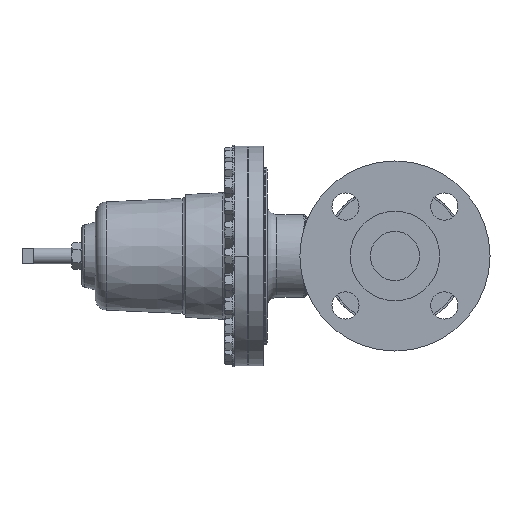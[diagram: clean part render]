
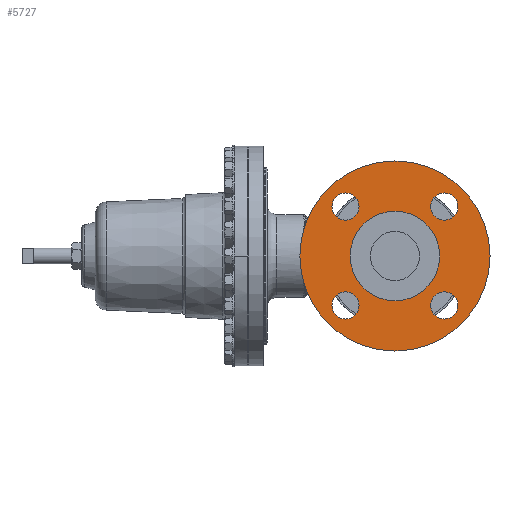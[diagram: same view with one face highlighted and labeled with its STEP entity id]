
A CAD part, left-side view. The second image highlights one B-rep face of the part: STEP entity #5727.
In plain terms, the highlighted planar face has unit normal (-1, 0, 0).
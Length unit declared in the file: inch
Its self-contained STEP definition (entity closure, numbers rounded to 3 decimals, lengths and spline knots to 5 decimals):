
#97 = FACE_BOUND ( 'NONE', #7084, .T. ) ;
#275 = DIRECTION ( 'NONE',  ( -1., 0., 0. ) ) ;
#732 = CARTESIAN_POINT ( 'NONE',  ( -5.6045, 2.02849, 1.59099 ) ) ;
#864 = FACE_BOUND ( 'NONE', #14086, .T. ) ;
#2044 = VERTEX_POINT ( 'NONE', #732 ) ;
#2051 = AXIS2_PLACEMENT_3D ( 'NONE', #31192, #2756, #4866 ) ;
#2595 = DIRECTION ( 'NONE',  ( -1., 0., 0. ) ) ;
#2756 = DIRECTION ( 'NONE',  ( 1., 0., 0. ) ) ;
#2830 = CARTESIAN_POINT ( 'NONE',  ( -5.6045, -1.44, 0. ) ) ;
#2854 = AXIS2_PLACEMENT_3D ( 'NONE', #23046, #25238, #13037 ) ;
#2938 = VERTEX_POINT ( 'NONE', #27092 ) ;
#2943 = DIRECTION ( 'NONE',  ( 0., 1., 0. ) ) ;
#3431 = EDGE_CURVE ( 'NONE', #2044, #27930, #21459, .T. ) ;
#3688 = CARTESIAN_POINT ( 'NONE',  ( -5.6045, -1.59099, 1.59099 ) ) ;
#3956 = CARTESIAN_POINT ( 'NONE',  ( -5.6045, -2.02849, 1.59099 ) ) ;
#4438 = CARTESIAN_POINT ( 'NONE',  ( -5.6045, -2.02849, -1.59099 ) ) ;
#4723 = AXIS2_PLACEMENT_3D ( 'NONE', #29521, #5599, #29226 ) ;
#4794 = ORIENTED_EDGE ( 'NONE', *, *, #3431, .F. ) ;
#4866 = DIRECTION ( 'NONE',  ( 0., -1., 0. ) ) ;
#5599 = DIRECTION ( 'NONE',  ( -1., 0., 0. ) ) ;
#5609 = VERTEX_POINT ( 'NONE', #4438 ) ;
#5727 = ADVANCED_FACE ( 'NONE', ( #30886, #29053, #6487, #864, #97, #6095 ), #25524, .T. ) ;
#6095 = FACE_OUTER_BOUND ( 'NONE', #8398, .T. ) ;
#6106 = CARTESIAN_POINT ( 'NONE',  ( -5.6045, 3.06, 0. ) ) ;
#6487 = FACE_BOUND ( 'NONE', #25588, .T. ) ;
#6488 = EDGE_CURVE ( 'NONE', #10273, #17680, #15466, .T. ) ;
#6855 = CIRCLE ( 'NONE', #16263, 0.4375 ) ;
#7079 = AXIS2_PLACEMENT_3D ( 'NONE', #16521, #19391, #28711 ) ;
#7084 = EDGE_LOOP ( 'NONE', ( #26861, #26907 ) ) ;
#7385 = CARTESIAN_POINT ( 'NONE',  ( -5.6045, 1.15349, -1.59099 ) ) ;
#7474 = CARTESIAN_POINT ( 'NONE',  ( -5.6045, 0., 0. ) ) ;
#7604 = DIRECTION ( 'NONE',  ( -1., 0., 0. ) ) ;
#8112 = AXIS2_PLACEMENT_3D ( 'NONE', #11137, #15989, #28062 ) ;
#8398 = EDGE_LOOP ( 'NONE', ( #23465, #26172 ) ) ;
#8524 = EDGE_CURVE ( 'NONE', #14349, #2938, #29979, .T. ) ;
#8579 = CARTESIAN_POINT ( 'NONE',  ( -5.6045, 2.02849, -1.59099 ) ) ;
#8669 = EDGE_CURVE ( 'NONE', #2938, #14349, #25289, .T. ) ;
#8975 = CARTESIAN_POINT ( 'NONE',  ( -5.6045, -3.06, 0. ) ) ;
#8986 = DIRECTION ( 'NONE',  ( -1., 0., 0. ) ) ;
#9284 = EDGE_CURVE ( 'NONE', #13775, #23409, #26771, .T. ) ;
#9446 = CARTESIAN_POINT ( 'NONE',  ( -5.6045, 1.59099, 1.59099 ) ) ;
#9646 = DIRECTION ( 'NONE',  ( 0., 1., 0. ) ) ;
#9709 = EDGE_LOOP ( 'NONE', ( #28004, #18416 ) ) ;
#10050 = VERTEX_POINT ( 'NONE', #24198 ) ;
#10273 = VERTEX_POINT ( 'NONE', #7385 ) ;
#11137 = CARTESIAN_POINT ( 'NONE',  ( -5.6045, 0., -1.44 ) ) ;
#11275 = CIRCLE ( 'NONE', #2051, 1.44 ) ;
#11832 = CARTESIAN_POINT ( 'NONE',  ( -5.6045, 1.15349, 1.59099 ) ) ;
#13037 = DIRECTION ( 'NONE',  ( 0., 1., 0. ) ) ;
#13465 = AXIS2_PLACEMENT_3D ( 'NONE', #14829, #7604, #24715 ) ;
#13775 = VERTEX_POINT ( 'NONE', #8975 ) ;
#13925 = CIRCLE ( 'NONE', #27111, 3.06 ) ;
#14086 = EDGE_LOOP ( 'NONE', ( #14899, #24163 ) ) ;
#14349 = VERTEX_POINT ( 'NONE', #3956 ) ;
#14552 = CARTESIAN_POINT ( 'NONE',  ( -5.6045, -1.59099, -1.59099 ) ) ;
#14829 = CARTESIAN_POINT ( 'NONE',  ( -5.6045, 1.59099, 1.59099 ) ) ;
#14851 = AXIS2_PLACEMENT_3D ( 'NONE', #17328, #17020, #2943 ) ;
#14899 = ORIENTED_EDGE ( 'NONE', *, *, #24978, .F. ) ;
#15466 = CIRCLE ( 'NONE', #4723, 0.4375 ) ;
#15989 = DIRECTION ( 'NONE',  ( -1., 0., 0. ) ) ;
#16263 = AXIS2_PLACEMENT_3D ( 'NONE', #14552, #275, #9646 ) ;
#16521 = CARTESIAN_POINT ( 'NONE',  ( -5.6045, 0., 0. ) ) ;
#16729 = VERTEX_POINT ( 'NONE', #26935 ) ;
#17020 = DIRECTION ( 'NONE',  ( -1., 0., 0. ) ) ;
#17304 = CIRCLE ( 'NONE', #7079, 1.44 ) ;
#17328 = CARTESIAN_POINT ( 'NONE',  ( -5.6045, -1.59099, -1.59099 ) ) ;
#17399 = AXIS2_PLACEMENT_3D ( 'NONE', #7474, #22008, #19395 ) ;
#17680 = VERTEX_POINT ( 'NONE', #8579 ) ;
#18041 = AXIS2_PLACEMENT_3D ( 'NONE', #9446, #2595, #21653 ) ;
#18416 = ORIENTED_EDGE ( 'NONE', *, *, #28211, .F. ) ;
#19207 = ORIENTED_EDGE ( 'NONE', *, *, #8524, .F. ) ;
#19391 = DIRECTION ( 'NONE',  ( 1., 0., 0. ) ) ;
#19395 = DIRECTION ( 'NONE',  ( 0., -1., 0. ) ) ;
#20120 = DIRECTION ( 'NONE',  ( 1., 0., 0. ) ) ;
#20408 = CARTESIAN_POINT ( 'NONE',  ( -5.6045, 0., 0. ) ) ;
#20973 = CARTESIAN_POINT ( 'NONE',  ( -5.6045, -1.59099, 1.59099 ) ) ;
#20980 = CIRCLE ( 'NONE', #18041, 0.4375 ) ;
#21459 = CIRCLE ( 'NONE', #13465, 0.4375 ) ;
#21653 = DIRECTION ( 'NONE',  ( 0., 1., 0. ) ) ;
#22008 = DIRECTION ( 'NONE',  ( 1., 0., 0. ) ) ;
#22305 = EDGE_CURVE ( 'NONE', #10050, #5609, #23710, .T. ) ;
#22712 = ORIENTED_EDGE ( 'NONE', *, *, #8669, .F. ) ;
#22953 = CIRCLE ( 'NONE', #2854, 0.4375 ) ;
#23046 = CARTESIAN_POINT ( 'NONE',  ( -5.6045, 1.59099, -1.59099 ) ) ;
#23240 = AXIS2_PLACEMENT_3D ( 'NONE', #3688, #25397, #27925 ) ;
#23409 = VERTEX_POINT ( 'NONE', #6106 ) ;
#23465 = ORIENTED_EDGE ( 'NONE', *, *, #9284, .F. ) ;
#23710 = CIRCLE ( 'NONE', #14851, 0.4375 ) ;
#24163 = ORIENTED_EDGE ( 'NONE', *, *, #6488, .F. ) ;
#24198 = CARTESIAN_POINT ( 'NONE',  ( -5.6045, -1.15349, -1.59099 ) ) ;
#24715 = DIRECTION ( 'NONE',  ( 0., 1., 0. ) ) ;
#24852 = AXIS2_PLACEMENT_3D ( 'NONE', #20973, #8986, #25771 ) ;
#24978 = EDGE_CURVE ( 'NONE', #17680, #10273, #22953, .T. ) ;
#25238 = DIRECTION ( 'NONE',  ( -1., 0., 0. ) ) ;
#25289 = CIRCLE ( 'NONE', #23240, 0.4375 ) ;
#25397 = DIRECTION ( 'NONE',  ( -1., 0., 0. ) ) ;
#25524 = PLANE ( 'NONE',  #8112 ) ;
#25588 = EDGE_LOOP ( 'NONE', ( #4794, #25716 ) ) ;
#25716 = ORIENTED_EDGE ( 'NONE', *, *, #27595, .F. ) ;
#25771 = DIRECTION ( 'NONE',  ( 0., 1., 0. ) ) ;
#26172 = ORIENTED_EDGE ( 'NONE', *, *, #28917, .F. ) ;
#26771 = CIRCLE ( 'NONE', #17399, 3.06 ) ;
#26861 = ORIENTED_EDGE ( 'NONE', *, *, #29259, .T. ) ;
#26907 = ORIENTED_EDGE ( 'NONE', *, *, #30374, .T. ) ;
#26935 = CARTESIAN_POINT ( 'NONE',  ( -5.6045, 1.44, 0. ) ) ;
#27092 = CARTESIAN_POINT ( 'NONE',  ( -5.6045, -1.15349, 1.59099 ) ) ;
#27111 = AXIS2_PLACEMENT_3D ( 'NONE', #20408, #20120, #27213 ) ;
#27213 = DIRECTION ( 'NONE',  ( 0., -1., 0. ) ) ;
#27595 = EDGE_CURVE ( 'NONE', #27930, #2044, #20980, .T. ) ;
#27925 = DIRECTION ( 'NONE',  ( 0., 1., 0. ) ) ;
#27930 = VERTEX_POINT ( 'NONE', #11832 ) ;
#28004 = ORIENTED_EDGE ( 'NONE', *, *, #22305, .F. ) ;
#28062 = DIRECTION ( 'NONE',  ( 0., 1., 0. ) ) ;
#28211 = EDGE_CURVE ( 'NONE', #5609, #10050, #6855, .T. ) ;
#28711 = DIRECTION ( 'NONE',  ( 0., -1., 0. ) ) ;
#28917 = EDGE_CURVE ( 'NONE', #23409, #13775, #13925, .T. ) ;
#29053 = FACE_BOUND ( 'NONE', #29702, .T. ) ;
#29226 = DIRECTION ( 'NONE',  ( 0., 1., 0. ) ) ;
#29259 = EDGE_CURVE ( 'NONE', #30916, #16729, #17304, .T. ) ;
#29521 = CARTESIAN_POINT ( 'NONE',  ( -5.6045, 1.59099, -1.59099 ) ) ;
#29702 = EDGE_LOOP ( 'NONE', ( #22712, #19207 ) ) ;
#29979 = CIRCLE ( 'NONE', #24852, 0.4375 ) ;
#30374 = EDGE_CURVE ( 'NONE', #16729, #30916, #11275, .T. ) ;
#30886 = FACE_BOUND ( 'NONE', #9709, .T. ) ;
#30916 = VERTEX_POINT ( 'NONE', #2830 ) ;
#31192 = CARTESIAN_POINT ( 'NONE',  ( -5.6045, 0., 0. ) ) ;
